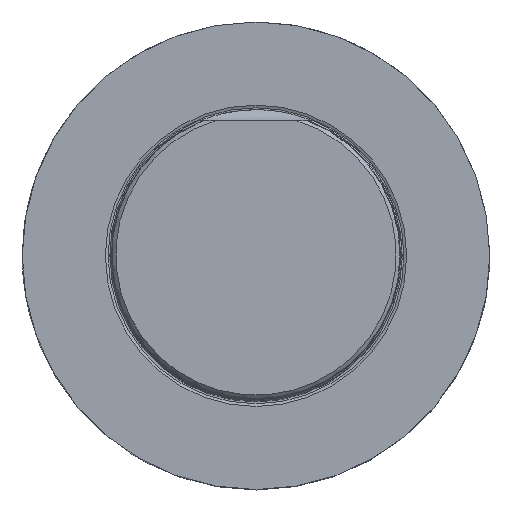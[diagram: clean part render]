
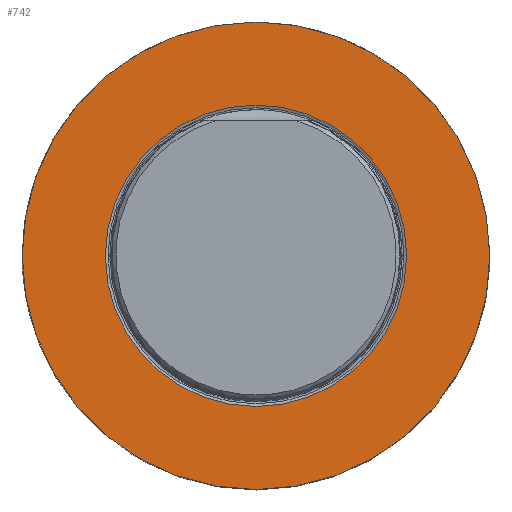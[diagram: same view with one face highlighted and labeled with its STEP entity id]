
A CAD part, top view. The second image highlights one B-rep face of the part: STEP entity #742.
In plain terms, the highlighted face is planar.
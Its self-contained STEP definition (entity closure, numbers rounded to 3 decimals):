
#217=FACE_BOUND('',#1750,.T.);
#218=FACE_BOUND('',#1751,.T.);
#742=ADVANCED_FACE('TB_IB_SU_5',(#217,#218),#1156,.T.);
#1156=PLANE('',#7497);
#1750=EDGE_LOOP('',(#3645));
#1751=EDGE_LOOP('',(#3646));
#3645=ORIENTED_EDGE('',*,*,#6327,.F.);
#3646=ORIENTED_EDGE('',*,*,#6318,.T.);
#5625=VERTEX_POINT('',#15367);
#5632=VERTEX_POINT('',#15450);
#6318=EDGE_CURVE('',#5625,#5625,#7231,.T.);
#6327=EDGE_CURVE('',#5632,#5632,#7232,.T.);
#7231=CIRCLE('',#7492,40.);
#7232=CIRCLE('',#7496,25.775);
#7492=AXIS2_PLACEMENT_3D('',#15366,#8318,#8319);
#7496=AXIS2_PLACEMENT_3D('',#15449,#8326,#8327);
#7497=AXIS2_PLACEMENT_3D('',#15451,#8328,#8329);
#8318=DIRECTION('',(0.,1.,0.));
#8319=DIRECTION('',(0.,0.,1.));
#8326=DIRECTION('',(0.,1.,0.));
#8327=DIRECTION('',(0.,0.,1.));
#8328=DIRECTION('',(0.,1.,0.));
#8329=DIRECTION('',(0.,0.,1.));
#15366=CARTESIAN_POINT('',(0.,0.,0.));
#15367=CARTESIAN_POINT('',(0.,0.,40.));
#15449=CARTESIAN_POINT('',(0.,0.,0.));
#15450=CARTESIAN_POINT('',(0.,0.,25.775));
#15451=CARTESIAN_POINT('',(0.,0.,0.));
